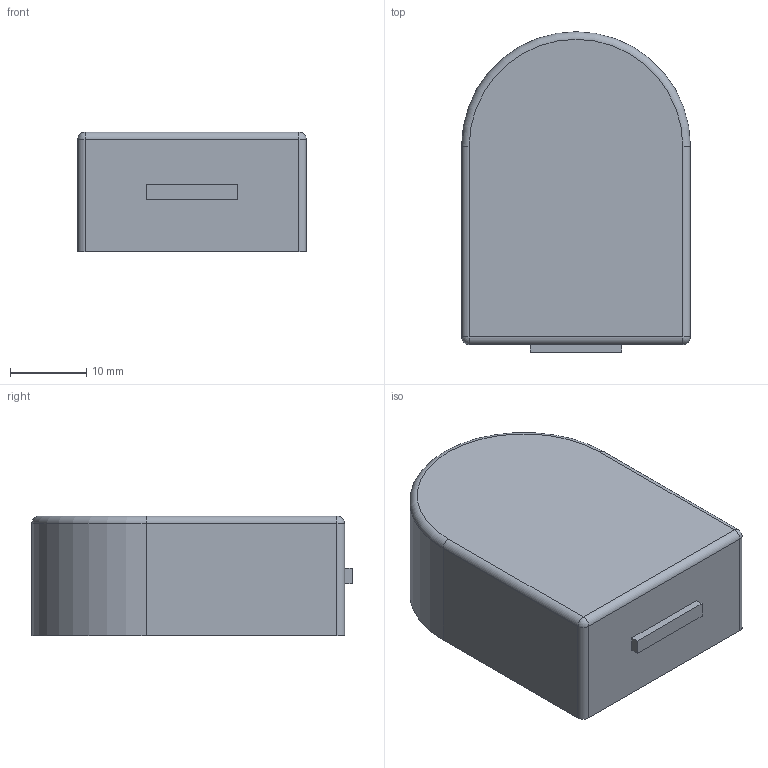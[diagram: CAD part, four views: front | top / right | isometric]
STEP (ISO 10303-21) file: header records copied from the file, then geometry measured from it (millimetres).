
FILE_DESCRIPTION((''),'2;1');
FILE_NAME('WEDS5541-A14.stp','2014-02-06T08:22:38',('schneid_a'),(''),'Autodesk Inventor 2010','Autodesk Inventor 2010','');
FILE_SCHEMA(('AUTOMOTIVE_DESIGN { 1 0 10303 214 1 1 1 1 }'));
Length unit declared in the file: millimetre
Products named in the file (1): WEDS5541-A14
Bounding box: 30 x 42 x 15.7 mm (x, y, z)
Volume: 16225.7 mm3; surface area: 4827.5 mm2
Topology: 1 solids, 1 shells, 25 faces, 55 edges, 32 vertices
Faces by surface type: plane 11, cylinder 9, cone 2, sphere 2, torus 1
Full cylindrical faces by diameter (mm): 2.013 x2, 12.2 x1
Entity records: 656 total; most frequent: DIRECTION 117, CARTESIAN_POINT 102, ORIENTED_EDGE 92, EDGE_CURVE 46, AXIS2_PLACEMENT_3D 45, EDGE_LOOP 32, VERTEX_POINT 30, VECTOR 27
